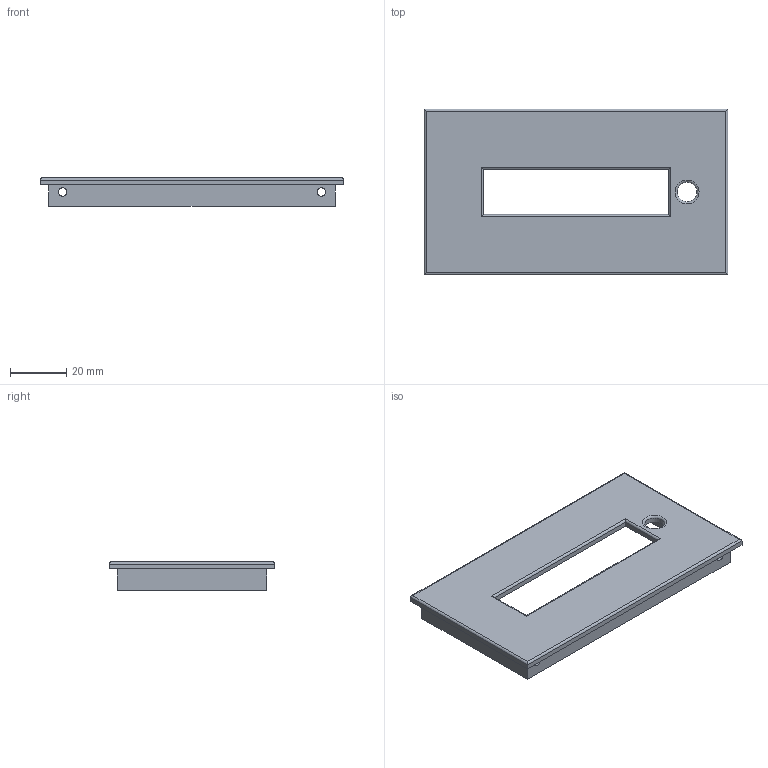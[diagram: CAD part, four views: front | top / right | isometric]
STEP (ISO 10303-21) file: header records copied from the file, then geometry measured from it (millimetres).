
FILE_DESCRIPTION(('Open CASCADE Model'),'2;1');
FILE_NAME('Open CASCADE Shape Model','2026-02-23T17:19:15',('Author'),( 'Open CASCADE'),'Open CASCADE STEP processor 7.8','Open CASCADE 7.8' ,'Unknown');
FILE_SCHEMA(('AUTOMOTIVE_DESIGN { 1 0 10303 214 1 1 1 1 }'));
Length unit declared in the file: millimetre
Products named in the file (1): Open CASCADE STEP translator 7.8 2
Bounding box: 108 x 59 x 10 mm (x, y, z)
Volume: 18685.2 mm3; surface area: 16225.6 mm2
Topology: 1 solids, 1 shells, 34 faces, 81 edges, 51 vertices
Faces by surface type: plane 20, cylinder 13, torus 1
Full cylindrical faces by diameter (mm): 3 x4, 7 x1
Entity records: 2136 total; most frequent: CARTESIAN_POINT 463, DIRECTION 305, LINE 187, VECTOR 187, ORIENTED_EDGE 162, PCURVE 162, DEFINITIONAL_REPRESENTATION 162, EDGE_CURVE 81
